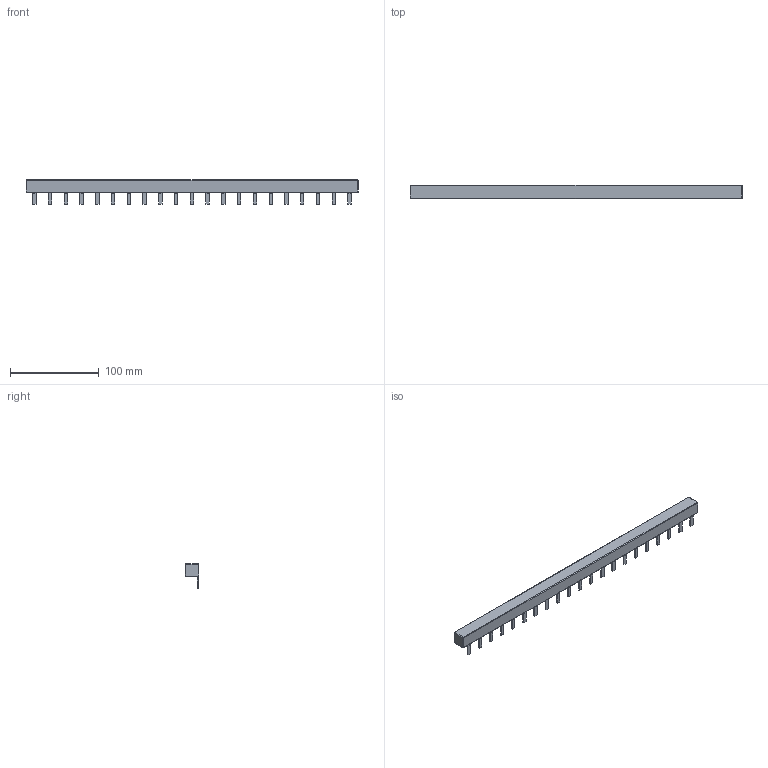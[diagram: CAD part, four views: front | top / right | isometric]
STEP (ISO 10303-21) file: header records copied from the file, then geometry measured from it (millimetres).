
FILE_DESCRIPTION(('CATIA V5 STEP Exchange','CAx-IF Rec.Pracs.--- Model Styling and Organization---1.4--- 2014-01-23'),'2;1');
FILE_NAME ('D1521725_1_2658610000_2658610000.stp','2023-12-12T07:18:02+00:00',('none'),('Weidmueller'),'CATIA Version 5-6 Release 2016 SP3 HF44','CATIA V5 STEP AP214','none');
FILE_SCHEMA(('AUTOMOTIVE_DESIGN { 1 0 10303 214 1 1 1 1 }'));
Length unit declared in the file: millimetre
Products named in the file (1): 2658610000
Bounding box: 375 x 15 x 27.5 mm (x, y, z)
Volume: 83501.7 mm3; surface area: 26440.5 mm2
Topology: 22 solids, 22 shells, 299 faces, 749 edges, 486 vertices
Faces by surface type: plane 181, cylinder 110, sphere 8
Entity records: 9290 total; most frequent: CARTESIAN_POINT 2432, ORIENTED_EDGE 1482, DIRECTION 1203, EDGE_CURVE 741, VECTOR 493, LINE 493, VERTEX_POINT 486, AXIS2_PLACEMENT_3D 431
